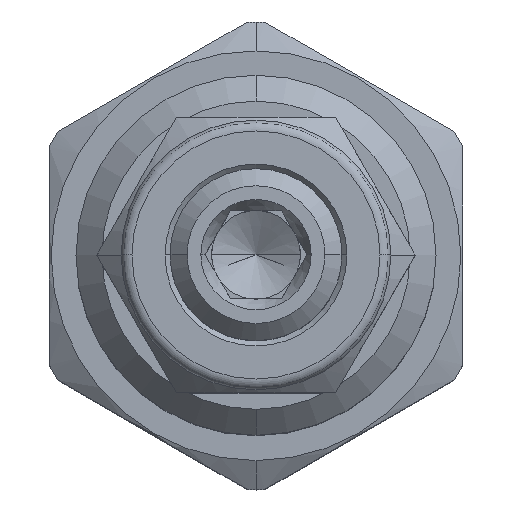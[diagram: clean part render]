
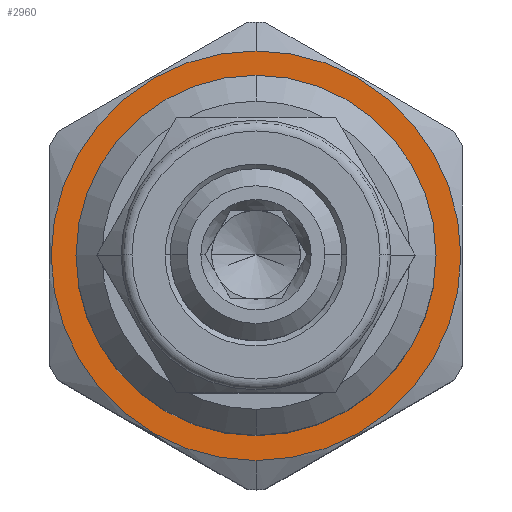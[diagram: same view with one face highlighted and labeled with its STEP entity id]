
A CAD part, top view. The second image highlights one B-rep face of the part: STEP entity #2960.
In plain terms, the highlighted planar face has unit normal (0, 0, 1).
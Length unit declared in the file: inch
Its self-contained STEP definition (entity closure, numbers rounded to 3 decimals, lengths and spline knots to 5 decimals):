
#375=CARTESIAN_POINT('',(0.,0.,2.0315));
#376=DIRECTION('',(0.,0.,1.));
#377=DIRECTION('',(0.,-1.,0.));
#378=AXIS2_PLACEMENT_3D('',#375,#376,#377);
#380=CARTESIAN_POINT('',(0.,0.,2.0315));
#381=DIRECTION('',(0.,0.,-1.));
#382=DIRECTION('',(0.,-1.,0.));
#383=AXIS2_PLACEMENT_3D('',#380,#381,#382);
#389=CARTESIAN_POINT('',(0.,0.,2.0315));
#390=DIRECTION('',(0.,0.,-1.));
#391=DIRECTION('',(0.,-1.,0.));
#392=AXIS2_PLACEMENT_3D('',#389,#390,#391);
#559=CARTESIAN_POINT('',(0.,0.,2.0315));
#560=DIRECTION('',(0.,0.,1.));
#561=DIRECTION('',(0.,-1.,0.));
#562=AXIS2_PLACEMENT_3D('',#559,#560,#561);
#2273=CARTESIAN_POINT('',(0.,-0.3715,2.0315));
#2275=VERTEX_POINT('',#2273);
#2281=CARTESIAN_POINT('',(0.,0.3715,2.0315));
#2283=VERTEX_POINT('',#2281);
#2289=CARTESIAN_POINT('',(0.,-0.3265,2.0315));
#2290=CARTESIAN_POINT('',(0.,0.3265,2.0315));
#2291=VERTEX_POINT('',#2289);
#2292=VERTEX_POINT('',#2290);
#2945=CARTESIAN_POINT('',(0.,0.,2.0315));
#2946=DIRECTION('',(0.,0.,1.));
#2947=DIRECTION('',(0.,-1.,0.));
#2948=AXIS2_PLACEMENT_3D('',#2945,#2946,#2947);
#2949=PLANE('',#2948);
#2951=ORIENTED_EDGE('',*,*,#2950,.T.);
#2953=ORIENTED_EDGE('',*,*,#2952,.F.);
#2954=EDGE_LOOP('',(#2951,#2953));
#2955=FACE_OUTER_BOUND('',#2954,.F.);
#2956=ORIENTED_EDGE('',*,*,#2939,.T.);
#2957=ORIENTED_EDGE('',*,*,#2925,.F.);
#2958=EDGE_LOOP('',(#2956,#2957));
#2959=FACE_BOUND('',#2958,.F.);
#2960=ADVANCED_FACE('',(#2955,#2959),#2949,.T.);
#379=CIRCLE('',#378,0.3265);
#384=CIRCLE('',#383,0.3265);
#393=CIRCLE('',#392,0.3715);
#563=CIRCLE('',#562,0.3715);
#2925=EDGE_CURVE('',#2291,#2292,#384,.T.);
#2939=EDGE_CURVE('',#2291,#2292,#379,.T.);
#2950=EDGE_CURVE('',#2275,#2283,#393,.T.);
#2952=EDGE_CURVE('',#2275,#2283,#563,.T.);
